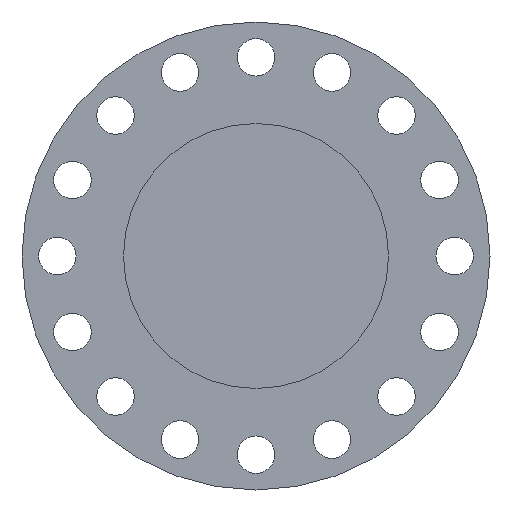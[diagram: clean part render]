
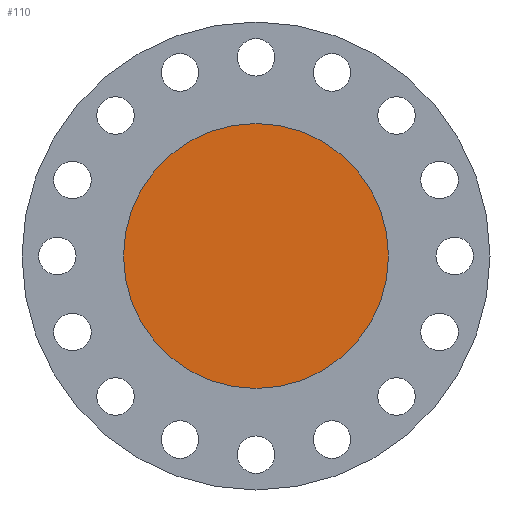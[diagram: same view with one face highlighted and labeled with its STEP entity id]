
A CAD part, left-side view. The second image highlights one B-rep face of the part: STEP entity #110.
In plain terms, the highlighted planar face has unit normal (-1, 0, 0).
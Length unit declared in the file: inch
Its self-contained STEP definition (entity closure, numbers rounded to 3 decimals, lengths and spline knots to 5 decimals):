
#92 = DIRECTION ( 'NONE',  ( -1., 0., 0. ) ) ;
#99 = EDGE_CURVE ( 'NONE', #259, #1169, #1138, .T. ) ;
#110 = ADVANCED_FACE ( 'NONE', ( #1130 ), #1043, .T. ) ;
#196 = CIRCLE ( 'NONE', #701, 7.5 ) ;
#197 = CARTESIAN_POINT ( 'NONE',  ( 0., 0., 0. ) ) ;
#259 = VERTEX_POINT ( 'NONE', #1284 ) ;
#325 = DIRECTION ( 'NONE',  ( 0., 0., 1. ) ) ;
#353 = ORIENTED_EDGE ( 'NONE', *, *, #506, .T. ) ;
#483 = EDGE_LOOP ( 'NONE', ( #353, #504 ) ) ;
#504 = ORIENTED_EDGE ( 'NONE', *, *, #99, .T. ) ;
#506 = EDGE_CURVE ( 'NONE', #1169, #259, #196, .T. ) ;
#508 = AXIS2_PLACEMENT_3D ( 'NONE', #1141, #1243, #687 ) ;
#596 = DIRECTION ( 'NONE',  ( 0., 0., 1. ) ) ;
#687 = DIRECTION ( 'NONE',  ( 0., 0., 1. ) ) ;
#697 = CARTESIAN_POINT ( 'NONE',  ( 0., 0., 0. ) ) ;
#701 = AXIS2_PLACEMENT_3D ( 'NONE', #197, #92, #325 ) ;
#1001 = CARTESIAN_POINT ( 'NONE',  ( 0., 0., 7.5 ) ) ;
#1043 = PLANE ( 'NONE',  #1285 ) ;
#1130 = FACE_OUTER_BOUND ( 'NONE', #483, .T. ) ;
#1138 = CIRCLE ( 'NONE', #508, 7.5 ) ;
#1141 = CARTESIAN_POINT ( 'NONE',  ( 0., 0., 0. ) ) ;
#1156 = DIRECTION ( 'NONE',  ( -1., 0., 0. ) ) ;
#1169 = VERTEX_POINT ( 'NONE', #1001 ) ;
#1243 = DIRECTION ( 'NONE',  ( -1., 0., 0. ) ) ;
#1284 = CARTESIAN_POINT ( 'NONE',  ( 0., 0., -7.5 ) ) ;
#1285 = AXIS2_PLACEMENT_3D ( 'NONE', #697, #1156, #596 ) ;
